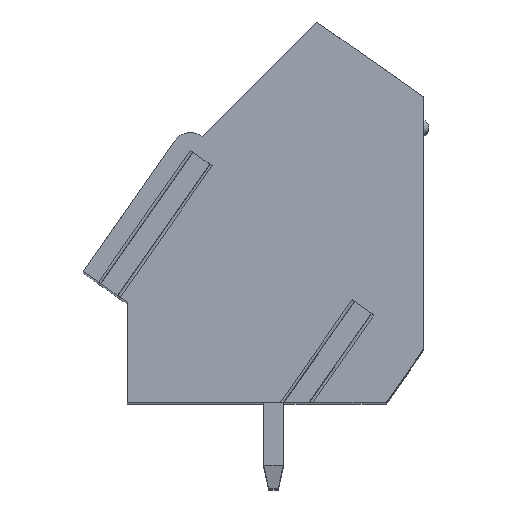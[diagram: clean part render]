
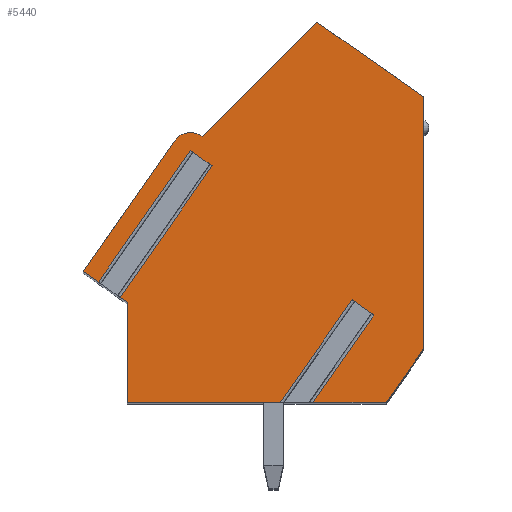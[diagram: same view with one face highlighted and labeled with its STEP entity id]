
A CAD part, top view. The second image highlights one B-rep face of the part: STEP entity #5440.
In plain terms, the highlighted planar face has unit normal (0, 0, 1).
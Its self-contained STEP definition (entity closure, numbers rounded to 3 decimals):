
#14=DIRECTION('',(-0.819,0.574,0.));
#15=VECTOR('',#14,1.085);
#16=CARTESIAN_POINT('',(4.498,-3.239,43.18));
#17=LINE('',#16,#15);
#18=DIRECTION('',(-0.574,-0.819,0.));
#19=VECTOR('',#18,5.115);
#20=CARTESIAN_POINT('',(3.61,-2.616,43.18));
#21=LINE('',#20,#19);
#22=DIRECTION('',(1.,0.,0.));
#23=VECTOR('',#22,6.246);
#24=CARTESIAN_POINT('',(-5.57,-6.807,43.18));
#25=LINE('',#24,#23);
#26=DIRECTION('',(0.,-1.,0.));
#27=VECTOR('',#26,4.087);
#28=CARTESIAN_POINT('',(-5.57,-2.72,43.18));
#29=LINE('',#28,#27);
#30=DIRECTION('',(0.819,-0.574,0.));
#31=VECTOR('',#30,0.355);
#32=CARTESIAN_POINT('',(-5.861,-2.516,43.18));
#33=LINE('',#32,#31);
#34=DIRECTION('',(-0.574,-0.819,0.));
#35=VECTOR('',#34,6.55);
#36=CARTESIAN_POINT('',(-2.104,2.849,43.18));
#37=LINE('',#36,#35);
#38=DIRECTION('',(-0.819,0.574,0.));
#39=VECTOR('',#38,1.085);
#40=CARTESIAN_POINT('',(-2.104,2.849,43.18));
#41=LINE('',#40,#39);
#42=DIRECTION('',(-0.574,-0.819,0.));
#43=VECTOR('',#42,6.55);
#44=CARTESIAN_POINT('',(-2.993,3.471,43.18));
#45=LINE('',#44,#43);
#46=DIRECTION('',(0.819,-0.574,0.));
#47=VECTOR('',#46,0.757);
#48=CARTESIAN_POINT('',(-7.37,-1.46,43.18));
#49=LINE('',#48,#47);
#50=DIRECTION('',(-0.574,-0.819,0.));
#51=VECTOR('',#50,6.486);
#52=CARTESIAN_POINT('',(-3.65,3.853,43.18));
#53=LINE('',#52,#51);
#54=CARTESIAN_POINT('',(-2.986,3.406,43.18));
#55=DIRECTION('',(0.,0.,1.));
#56=DIRECTION('',(0.598,0.802,0.));
#57=AXIS2_PLACEMENT_3D('',#54,#55,#56);
#59=DIRECTION('',(-0.707,-0.707,0.));
#60=VECTOR('',#59,6.609);
#61=CARTESIAN_POINT('',(2.165,8.721,43.18));
#62=LINE('',#61,#60);
#63=DIRECTION('',(-0.819,0.574,0.));
#64=VECTOR('',#63,5.329);
#65=CARTESIAN_POINT('',(6.53,5.664,43.18));
#66=LINE('',#65,#64);
#67=DIRECTION('',(0.,1.,0.));
#68=VECTOR('',#67,10.286);
#69=CARTESIAN_POINT('',(6.53,-4.622,43.18));
#70=LINE('',#69,#68);
#71=DIRECTION('',(0.574,0.819,0.));
#72=VECTOR('',#71,2.667);
#73=CARTESIAN_POINT('',(5.,-6.807,43.18));
#74=LINE('',#73,#72);
#75=DIRECTION('',(1.,0.,0.));
#76=VECTOR('',#75,3.);
#77=CARTESIAN_POINT('',(2.,-6.807,43.18));
#78=LINE('',#77,#76);
#79=DIRECTION('',(-0.574,-0.819,0.));
#80=VECTOR('',#79,4.355);
#81=CARTESIAN_POINT('',(4.498,-3.239,43.18));
#82=LINE('',#81,#80);
#4246=CARTESIAN_POINT('',(-2.508,4.048,43.18));
#4247=CARTESIAN_POINT('',(-3.65,3.853,43.18));
#4248=VERTEX_POINT('',#4246);
#4249=VERTEX_POINT('',#4247);
#4250=CARTESIAN_POINT('',(-7.37,-1.46,43.18));
#4251=VERTEX_POINT('',#4250);
#4252=CARTESIAN_POINT('',(-5.57,-2.72,43.18));
#4253=CARTESIAN_POINT('',(-5.57,-6.807,43.18));
#4254=VERTEX_POINT('',#4252);
#4255=VERTEX_POINT('',#4253);
#4256=CARTESIAN_POINT('',(5.,-6.807,43.18));
#4257=CARTESIAN_POINT('',(6.53,-4.622,43.18));
#4258=VERTEX_POINT('',#4256);
#4259=VERTEX_POINT('',#4257);
#4260=CARTESIAN_POINT('',(6.53,5.664,43.18));
#4261=VERTEX_POINT('',#4260);
#4262=CARTESIAN_POINT('',(2.165,8.721,43.18));
#4263=VERTEX_POINT('',#4262);
#4390=CARTESIAN_POINT('',(-2.104,2.849,43.18));
#4391=CARTESIAN_POINT('',(-2.993,3.471,43.18));
#4392=VERTEX_POINT('',#4390);
#4393=VERTEX_POINT('',#4391);
#4394=CARTESIAN_POINT('',(-5.861,-2.516,
43.18));
#4395=VERTEX_POINT('',#4394);
#4396=CARTESIAN_POINT('',(-6.75,-1.894,
43.18));
#4397=VERTEX_POINT('',#4396);
#4445=CARTESIAN_POINT('',(4.498,-3.239,43.18));
#4446=CARTESIAN_POINT('',(3.61,-2.616,43.18));
#4447=VERTEX_POINT('',#4445);
#4448=VERTEX_POINT('',#4446);
#4449=CARTESIAN_POINT('',(2.,-6.807,43.18));
#4450=VERTEX_POINT('',#4449);
#4451=CARTESIAN_POINT('',(0.676,-6.807,43.18));
#4452=VERTEX_POINT('',#4451);
#5399=CARTESIAN_POINT('',(0.,0.,43.18));
#5400=DIRECTION('',(0.,0.,1.));
#5401=DIRECTION('',(1.,0.,0.));
#5402=AXIS2_PLACEMENT_3D('',#5399,#5400,#5401);
#5403=PLANE('',#5402);
#5405=ORIENTED_EDGE('',*,*,#5404,.T.);
#5407=ORIENTED_EDGE('',*,*,#5406,.T.);
#5409=ORIENTED_EDGE('',*,*,#5408,.F.);
#5411=ORIENTED_EDGE('',*,*,#5410,.F.);
#5413=ORIENTED_EDGE('',*,*,#5412,.F.);
#5415=ORIENTED_EDGE('',*,*,#5414,.F.);
#5417=ORIENTED_EDGE('',*,*,#5416,.T.);
#5419=ORIENTED_EDGE('',*,*,#5418,.T.);
#5421=ORIENTED_EDGE('',*,*,#5420,.F.);
#5423=ORIENTED_EDGE('',*,*,#5422,.F.);
#5425=ORIENTED_EDGE('',*,*,#5424,.F.);
#5427=ORIENTED_EDGE('',*,*,#5426,.F.);
#5429=ORIENTED_EDGE('',*,*,#5428,.F.);
#5431=ORIENTED_EDGE('',*,*,#5430,.F.);
#5433=ORIENTED_EDGE('',*,*,#5432,.F.);
#5435=ORIENTED_EDGE('',*,*,#5434,.F.);
#5437=ORIENTED_EDGE('',*,*,#5436,.F.);
#5438=EDGE_LOOP('',(#5405,#5407,#5409,#5411,#5413,#5415,#5417,#5419,#5421,#5423,
#5425,#5427,#5429,#5431,#5433,#5435,#5437));
#5439=FACE_OUTER_BOUND('',#5438,.F.);
#58=CIRCLE('',#57,0.8);
#5404=EDGE_CURVE('',#4447,#4448,#17,.T.);
#5406=EDGE_CURVE('',#4448,#4452,#21,.T.);
#5408=EDGE_CURVE('',#4255,#4452,#25,.T.);
#5410=EDGE_CURVE('',#4254,#4255,#29,.T.);
#5412=EDGE_CURVE('',#4395,#4254,#33,.T.);
#5414=EDGE_CURVE('',#4392,#4395,#37,.T.);
#5416=EDGE_CURVE('',#4392,#4393,#41,.T.);
#5418=EDGE_CURVE('',#4393,#4397,#45,.T.);
#5420=EDGE_CURVE('',#4251,#4397,#49,.T.);
#5422=EDGE_CURVE('',#4249,#4251,#53,.T.);
#5424=EDGE_CURVE('',#4248,#4249,#58,.T.);
#5426=EDGE_CURVE('',#4263,#4248,#62,.T.);
#5428=EDGE_CURVE('',#4261,#4263,#66,.T.);
#5430=EDGE_CURVE('',#4259,#4261,#70,.T.);
#5432=EDGE_CURVE('',#4258,#4259,#74,.T.);
#5434=EDGE_CURVE('',#4450,#4258,#78,.T.);
#5436=EDGE_CURVE('',#4447,#4450,#82,.T.);
#5440=ADVANCED_FACE('',(#5439),#5403,.T.);
